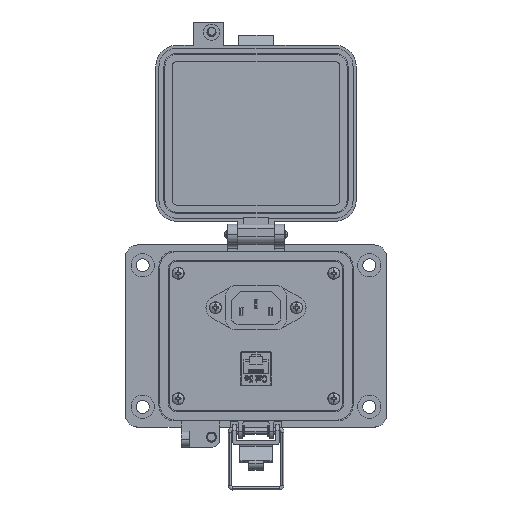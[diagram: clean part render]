
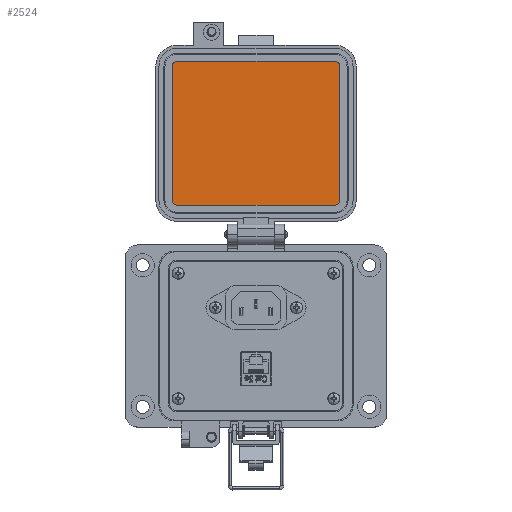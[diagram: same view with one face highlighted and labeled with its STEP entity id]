
A CAD part, top view. The second image highlights one B-rep face of the part: STEP entity #2524.
In plain terms, the highlighted planar face has unit normal (0, 0, 1).
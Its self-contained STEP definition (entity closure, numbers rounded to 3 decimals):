
#1014 = DIRECTION ( 'NONE',  ( 0., -1., 0. ) ) ;
#1391 = DIRECTION ( 'NONE',  ( 0., -1., 0. ) ) ;
#2524 = ADVANCED_FACE ( 'NONE', ( #17893 ), #41389, .T. ) ;
#4457 = CARTESIAN_POINT ( 'NONE',  ( -44.769, 60.004, 19.202 ) ) ;
#6131 = CARTESIAN_POINT ( 'NONE',  ( -44.769, 126.389, 19.202 ) ) ;
#6150 = VERTEX_POINT ( 'NONE', #6251 ) ;
#6251 = CARTESIAN_POINT ( 'NONE',  ( -42.469, 128.688, 19.202 ) ) ;
#6996 = CIRCLE ( 'NONE', #56730, 2.299 ) ;
#8970 = DIRECTION ( 'NONE',  ( 0., 0., -1. ) ) ;
#10165 = CARTESIAN_POINT ( 'NONE',  ( -42.469, 57.705, 19.202 ) ) ;
#10416 = LINE ( 'NONE', #20217, #65133 ) ;
#10721 = ORIENTED_EDGE ( 'NONE', *, *, #36994, .F. ) ;
#13010 = VERTEX_POINT ( 'NONE', #10165 ) ;
#14398 = EDGE_CURVE ( 'NONE', #46554, #13010, #10416, .T. ) ;
#14791 = DIRECTION ( 'NONE',  ( -1., 0., 0. ) ) ;
#17820 = DIRECTION ( 'NONE',  ( 1., 0., 0. ) ) ;
#17893 = FACE_OUTER_BOUND ( 'NONE', #70224, .T. ) ;
#18247 = DIRECTION ( 'NONE',  ( -1., 0., 0. ) ) ;
#18352 = LINE ( 'NONE', #51983, #21289 ) ;
#18682 = CIRCLE ( 'NONE', #60313, 2.299 ) ;
#19024 = CARTESIAN_POINT ( 'NONE',  ( 35.912, 126.389, 19.202 ) ) ;
#19126 = CARTESIAN_POINT ( 'NONE',  ( 35.912, 60.004, 19.202 ) ) ;
#19780 = CIRCLE ( 'NONE', #20908, 2.299 ) ;
#20217 = CARTESIAN_POINT ( 'NONE',  ( -3.279, 57.705, 19.202 ) ) ;
#20908 = AXIS2_PLACEMENT_3D ( 'NONE', #24304, #28676, #17820 ) ;
#21248 = ORIENTED_EDGE ( 'NONE', *, *, #47036, .F. ) ;
#21289 = VECTOR ( 'NONE', #56346, 1000. ) ;
#22643 = VERTEX_POINT ( 'NONE', #6131 ) ;
#24304 = CARTESIAN_POINT ( 'NONE',  ( -42.469, 60.004, 19.202 ) ) ;
#25177 = DIRECTION ( 'NONE',  ( 0., 0., -1. ) ) ;
#28541 = VECTOR ( 'NONE', #1391, 1000. ) ;
#28676 = DIRECTION ( 'NONE',  ( 0., 0., -1. ) ) ;
#29644 = DIRECTION ( 'NONE',  ( 0., 0., -1. ) ) ;
#29834 = ORIENTED_EDGE ( 'NONE', *, *, #14398, .F. ) ;
#30070 = ORIENTED_EDGE ( 'NONE', *, *, #53648, .F. ) ;
#30861 = VERTEX_POINT ( 'NONE', #68179 ) ;
#31750 = ORIENTED_EDGE ( 'NONE', *, *, #39977, .F. ) ;
#33708 = VERTEX_POINT ( 'NONE', #61437 ) ;
#35240 = CARTESIAN_POINT ( 'NONE',  ( 39.871, 130.108, 19.202 ) ) ;
#36576 = VERTEX_POINT ( 'NONE', #59804 ) ;
#36872 = DIRECTION ( 'NONE',  ( 0., -1., 0. ) ) ;
#36994 = EDGE_CURVE ( 'NONE', #36576, #30861, #66965, .T. ) ;
#39977 = EDGE_CURVE ( 'NONE', #13010, #51850, #19780, .T. ) ;
#40585 = EDGE_CURVE ( 'NONE', #22643, #6150, #47467, .T. ) ;
#41389 = PLANE ( 'NONE',  #68855 ) ;
#42347 = ORIENTED_EDGE ( 'NONE', *, *, #53134, .F. ) ;
#43266 = CARTESIAN_POINT ( 'NONE',  ( -44.769, 93.196, 19.202 ) ) ;
#44253 = EDGE_CURVE ( 'NONE', #6150, #33708, #18352, .T. ) ;
#46554 = VERTEX_POINT ( 'NONE', #71124 ) ;
#47019 = CARTESIAN_POINT ( 'NONE',  ( -42.469, 126.389, 19.202 ) ) ;
#47036 = EDGE_CURVE ( 'NONE', #30861, #46554, #18682, .T. ) ;
#47240 = DIRECTION ( 'NONE',  ( 1., 0., 0. ) ) ;
#47467 = CIRCLE ( 'NONE', #56776, 2.299 ) ;
#51850 = VERTEX_POINT ( 'NONE', #4457 ) ;
#51983 = CARTESIAN_POINT ( 'NONE',  ( -3.279, 128.688, 19.202 ) ) ;
#53134 = EDGE_CURVE ( 'NONE', #33708, #36576, #6996, .T. ) ;
#53648 = EDGE_CURVE ( 'NONE', #51850, #22643, #55534, .T. ) ;
#55534 = LINE ( 'NONE', #43266, #61395 ) ;
#55892 = DIRECTION ( 'NONE',  ( 0., 1., 0. ) ) ;
#56346 = DIRECTION ( 'NONE',  ( 1., 0., 0. ) ) ;
#56640 = ORIENTED_EDGE ( 'NONE', *, *, #40585, .F. ) ;
#56730 = AXIS2_PLACEMENT_3D ( 'NONE', #19024, #25177, #47240 ) ;
#56776 = AXIS2_PLACEMENT_3D ( 'NONE', #47019, #8970, #36872 ) ;
#59804 = CARTESIAN_POINT ( 'NONE',  ( 38.212, 126.389, 19.202 ) ) ;
#60313 = AXIS2_PLACEMENT_3D ( 'NONE', #19126, #29644, #1014 ) ;
#61395 = VECTOR ( 'NONE', #55892, 1000. ) ;
#61437 = CARTESIAN_POINT ( 'NONE',  ( 35.912, 128.688, 19.202 ) ) ;
#61524 = CARTESIAN_POINT ( 'NONE',  ( 38.212, 93.196, 19.202 ) ) ;
#65133 = VECTOR ( 'NONE', #14791, 1000. ) ;
#66223 = ORIENTED_EDGE ( 'NONE', *, *, #44253, .F. ) ;
#66965 = LINE ( 'NONE', #61524, #28541 ) ;
#67833 = DIRECTION ( 'NONE',  ( 0., 0., 1. ) ) ;
#68179 = CARTESIAN_POINT ( 'NONE',  ( 38.212, 60.004, 19.202 ) ) ;
#68855 = AXIS2_PLACEMENT_3D ( 'NONE', #35240, #67833, #18247 ) ;
#70224 = EDGE_LOOP ( 'NONE', ( #21248, #10721, #42347, #66223, #56640, #30070, #31750, #29834 ) ) ;
#71124 = CARTESIAN_POINT ( 'NONE',  ( 35.912, 57.705, 19.202 ) ) ;
